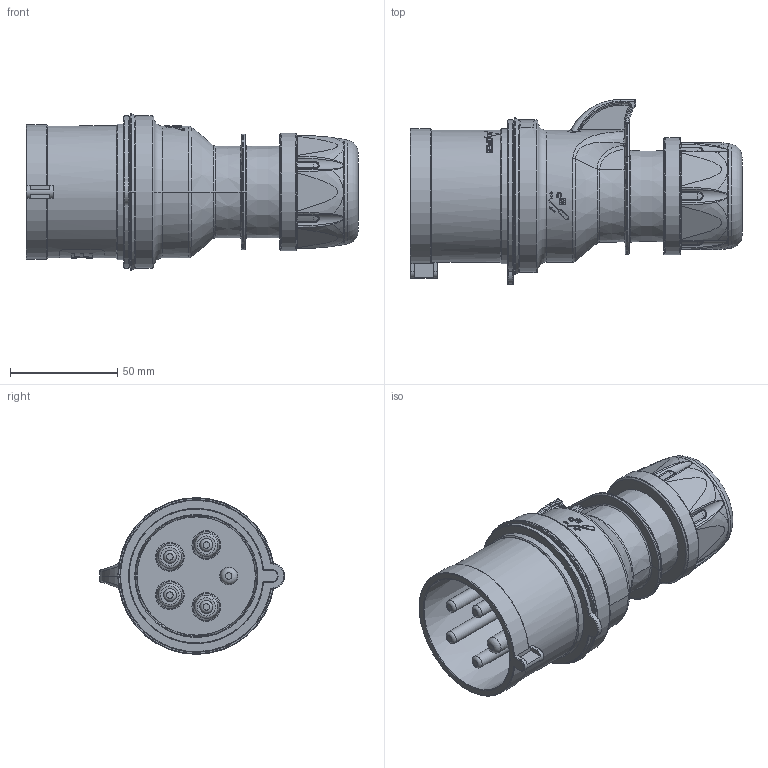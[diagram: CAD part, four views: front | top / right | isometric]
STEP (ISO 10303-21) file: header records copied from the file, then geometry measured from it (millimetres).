
FILE_DESCRIPTION (( 'STEP AP203' ), '1' );
FILE_NAME ('025-6.STEP', '2017-11-23T10:06:34', ( '' ), ( '' ), 'SwSTEP 2.0', 'SolidWorks 2016', '' );
FILE_SCHEMA (( 'CONFIG_CONTROL_DESIGN' ));
Length unit declared in the file: millimetre
Products named in the file (1): 025-6
Bounding box: 154.5 x 86.08 x 73 mm (x, y, z)
Volume: 286997.2 mm3; surface area: 51341.8 mm2
Topology: 1 solids, 3 shells, 721 faces, 1743 edges, 1063 vertices
Faces by surface type: bspline 242, plane 195, cylinder 135, torus 98, cone 43, sphere 8
Full cylindrical faces by diameter (mm): 6 x4, 8 x1, 54.6 x1, 61.546 x1, 63 x1, 70 x1, 71 x1
Entity records: 30558 total; most frequent: CARTESIAN_POINT 15918, ORIENTED_EDGE 3352, DIRECTION 2546, EDGE_CURVE 1676, VERTEX_POINT 1044, AXIS2_PLACEMENT_3D 1042, EDGE_LOOP 804, FACE_OUTER_BOUND 752
